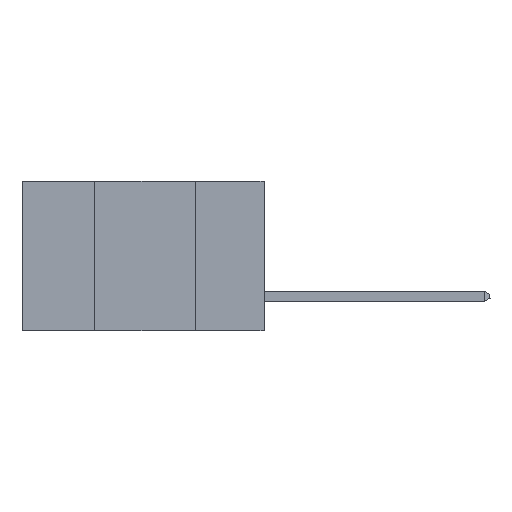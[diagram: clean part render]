
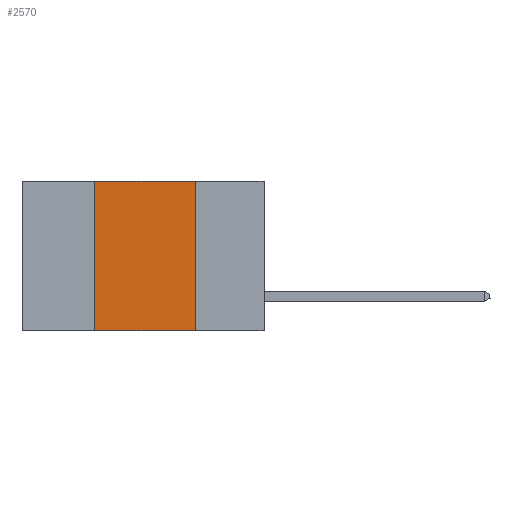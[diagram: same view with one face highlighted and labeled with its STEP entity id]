
A CAD part, left-side view. The second image highlights one B-rep face of the part: STEP entity #2570.
In plain terms, the highlighted planar face has unit normal (-1, 0, 0).
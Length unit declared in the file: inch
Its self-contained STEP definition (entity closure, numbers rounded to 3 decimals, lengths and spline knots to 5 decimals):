
#462 = VECTOR ( 'NONE', #9989, 39.37008 ) ;
#1362 = DIRECTION ( 'NONE',  ( 0., 0., -1. ) ) ;
#1512 = LINE ( 'NONE', #6767, #17112 ) ;
#1667 = DIRECTION ( 'NONE',  ( 0., 0., -1. ) ) ;
#1670 = EDGE_LOOP ( 'NONE', ( #4816, #11541, #14074, #11041 ) ) ;
#2271 = LINE ( 'NONE', #11904, #7218 ) ;
#2272 = EDGE_CURVE ( 'NONE', #9789, #10798, #2271, .T. ) ;
#2570 = ADVANCED_FACE ( 'NONE', ( #7458 ), #19634, .F. ) ;
#2604 = DIRECTION ( 'NONE',  ( 0., -1., 0. ) ) ;
#4097 = LINE ( 'NONE', #14855, #462 ) ;
#4816 = ORIENTED_EDGE ( 'NONE', *, *, #13774, .F. ) ;
#6195 = CARTESIAN_POINT ( 'NONE',  ( 0., 0.17, 0. ) ) ;
#6284 = VECTOR ( 'NONE', #2604, 39.37008 ) ;
#6767 = CARTESIAN_POINT ( 'NONE',  ( 0., 0.17, 0. ) ) ;
#7218 = VECTOR ( 'NONE', #11833, 39.37008 ) ;
#7458 = FACE_OUTER_BOUND ( 'NONE', #1670, .T. ) ;
#8008 = CARTESIAN_POINT ( 'NONE',  ( 0., 0.17, -0.37 ) ) ;
#8781 = VERTEX_POINT ( 'NONE', #6195 ) ;
#9087 = CARTESIAN_POINT ( 'NONE',  ( 0., 0.42, -0.37 ) ) ;
#9789 = VERTEX_POINT ( 'NONE', #9087 ) ;
#9897 = VERTEX_POINT ( 'NONE', #16925 ) ;
#9989 = DIRECTION ( 'NONE',  ( 0., 0., 1. ) ) ;
#10781 = CARTESIAN_POINT ( 'NONE',  ( 0., 0.6, 0. ) ) ;
#10798 = VERTEX_POINT ( 'NONE', #8008 ) ;
#11041 = ORIENTED_EDGE ( 'NONE', *, *, #2272, .T. ) ;
#11541 = ORIENTED_EDGE ( 'NONE', *, *, #15528, .F. ) ;
#11833 = DIRECTION ( 'NONE',  ( 0., -1., 0. ) ) ;
#11904 = CARTESIAN_POINT ( 'NONE',  ( 0., 0.6, -0.37 ) ) ;
#11964 = LINE ( 'NONE', #10781, #6284 ) ;
#13542 = EDGE_CURVE ( 'NONE', #9789, #9897, #4097, .T. ) ;
#13774 = EDGE_CURVE ( 'NONE', #8781, #10798, #1512, .T. ) ;
#13980 = AXIS2_PLACEMENT_3D ( 'NONE', #16346, #17730, #1362 ) ;
#14074 = ORIENTED_EDGE ( 'NONE', *, *, #13542, .F. ) ;
#14855 = CARTESIAN_POINT ( 'NONE',  ( 0., 0.42, 0. ) ) ;
#15528 = EDGE_CURVE ( 'NONE', #9897, #8781, #11964, .T. ) ;
#16346 = CARTESIAN_POINT ( 'NONE',  ( 0., 0.6, 0. ) ) ;
#16925 = CARTESIAN_POINT ( 'NONE',  ( 0., 0.42, 0. ) ) ;
#17112 = VECTOR ( 'NONE', #1667, 39.37008 ) ;
#17730 = DIRECTION ( 'NONE',  ( 1., 0., 0. ) ) ;
#19634 = PLANE ( 'NONE',  #13980 ) ;
